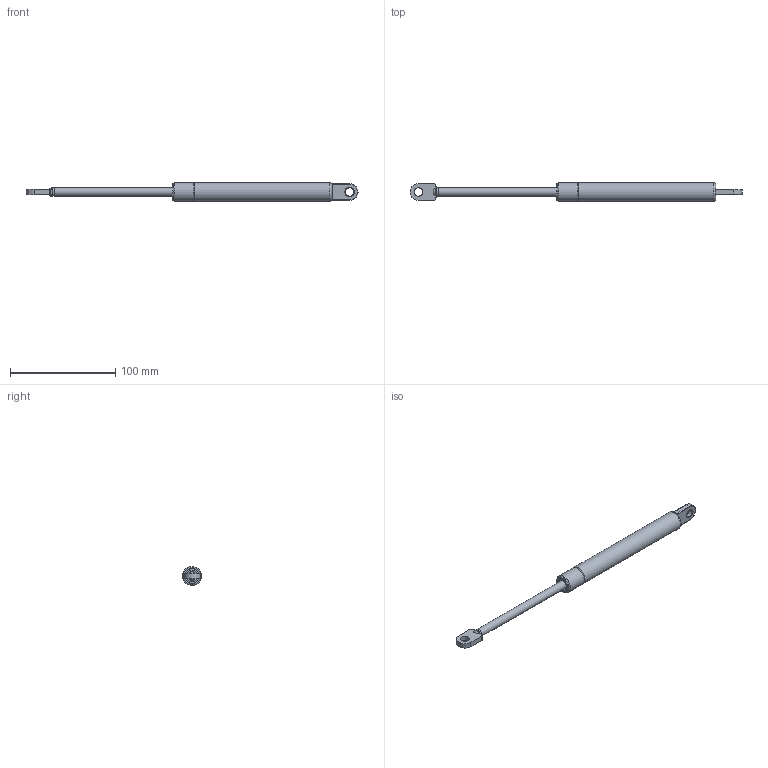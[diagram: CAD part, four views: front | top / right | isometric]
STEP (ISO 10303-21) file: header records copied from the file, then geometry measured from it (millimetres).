
FILE_DESCRIPTION(/* description */ (''),/* implementation_level */ '2;1');
FILE_NAME(/* name */ 'DR_SB-300.stp',/* time_stamp */ '2024-07-11T14:18:33+09:00',/* author */ ('user'),/* organization */ (''),/* preprocessor_version */ 'ST-DEVELOPER v15.6',/* originating_system */ 'Autodesk Inventor 2015',/* authorisation */ '');
FILE_SCHEMA (('AUTOMOTIVE_DESIGN { 1 0 10303 214 3 1 1 }'));
Length unit declared in the file: millimetre
Products named in the file (4): DR_SB300-BASE; DR_SB300-RING; DR_SB300-SUPPORT; DR_SB-300
Bounding box: 316 x 18 x 18 mm (x, y, z)
Volume: 27466 mm3; surface area: 22468.4 mm2
Topology: 3 solids, 3 shells, 67 faces, 155 edges, 98 vertices
Faces by surface type: cylinder 26, plane 24, bspline 10, torus 7
Full cylindrical faces by diameter (mm): 8 x4, 8.002 x1, 11 x1, 14 x3, 16 x1, 18 x2
Entity records: 2447 total; most frequent: CARTESIAN_POINT 934, DIRECTION 292, ORIENTED_EDGE 270, EDGE_CURVE 135, AXIS2_PLACEMENT_3D 125, VERTEX_POINT 95, EDGE_LOOP 94, FACE_OUTER_BOUND 67
